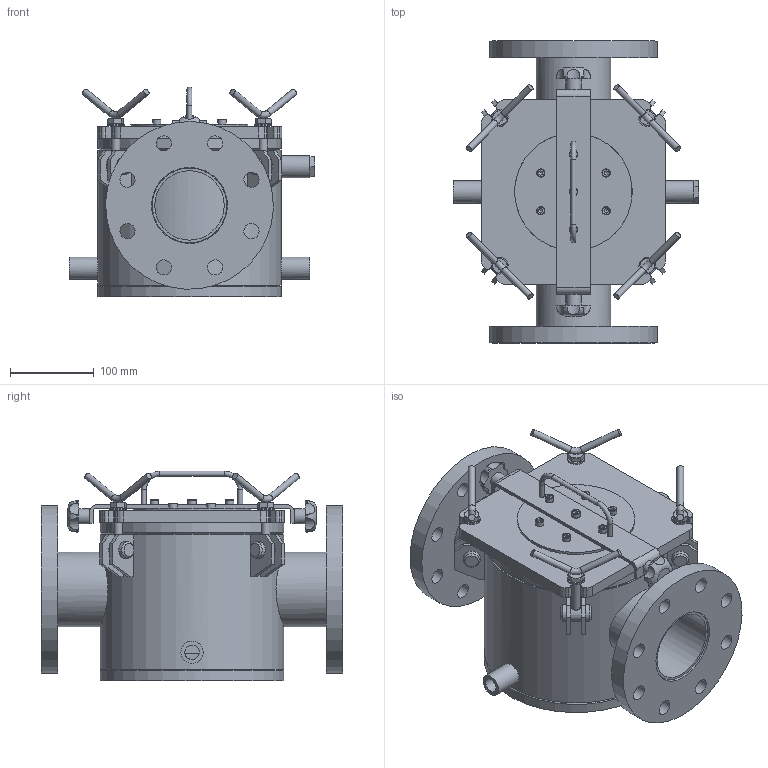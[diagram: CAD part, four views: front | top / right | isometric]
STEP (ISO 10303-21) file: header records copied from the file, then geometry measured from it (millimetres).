
FILE_DESCRIPTION(/* description */ (''),/* implementation_level */ '2;1');
FILE_NAME(/* name */ 'SSFD008038 A.stp',/* time_stamp */ '2018-11-22T13:26:24+01:00',/* author */ ('cr'),/* organization */ (''),/* preprocessor_version */ 'ST-DEVELOPER v16.5',/* originating_system */ 'Autodesk Inventor 2017',/* authorisation */ '');
FILE_SCHEMA (('CONFIG_CONTROL_DESIGN'));
Length unit declared in the file: millimetre
Products named in the file (1): Part1
Bounding box: 293.1 x 360 x 250 mm (x, y, z)
Volume: 3663314.3 mm3; surface area: 1126052.6 mm2
Topology: 18 solids, 27 shells, 792 faces, 1858 edges, 1206 vertices
Faces by surface type: plane 398, cylinder 225, cone 69, bspline 61, torus 39
Full cylindrical faces by diameter (mm): 4.917 x7, 6 x10, 6.2 x7, 6.5 x3, 6.647 x2, 8 x12, 9 x1, 9.188 x4, 10 x17, 10.5 x4, 15.4 x4, 16.7 x1, 17.294 x3, 18 x18, 20 x11, 20.2 x8, 24 x7, 25 x14, 26.5 x3, 82.8 x2, 88.9 x6, 90.5 x2, 96 x1, 140 x1, 161.5 x2, 168.3 x2, 179.3 x1, 194.3 x1, 200 x2, 211.5 x1
Entity records: 24973 total; most frequent: CARTESIAN_POINT 7611, DIRECTION 3275, ORIENTED_EDGE 3116, EDGE_CURVE 1544, AXIS2_PLACEMENT_3D 1294, EDGE_LOOP 1193, VERTEX_POINT 1113, STYLED_ITEM 791
